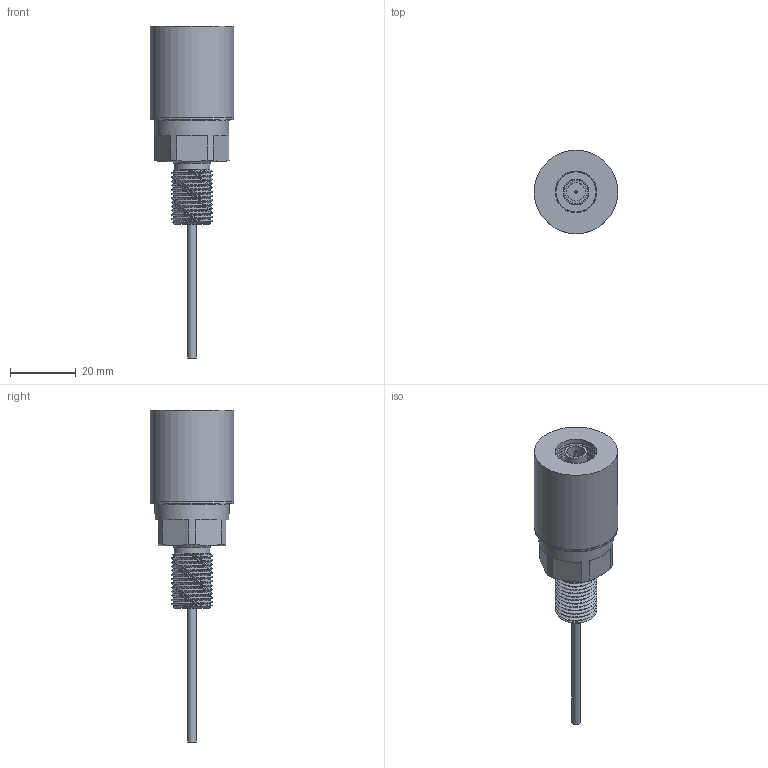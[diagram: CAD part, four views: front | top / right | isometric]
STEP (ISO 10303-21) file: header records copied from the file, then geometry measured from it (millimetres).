
FILE_DESCRIPTION(/* description */ (''),/* implementation_level */ '2;1');
FILE_NAME(/* name */ 'HF75CXBHF.stp',/* time_stamp */ '2017-02-10T13:31:33+01:00',/* author */ ('sh'),/* organization */ (''),/* preprocessor_version */ 'ST-DEVELOPER v15.2',/* originating_system */ 'Autodesk Inventor 2014',/* authorisation */ '');
FILE_SCHEMA (('AUTOMOTIVE_DESIGN { 1 0 10303 214 3 1 1 }'));
Length unit declared in the file: inch
Products named in the file (1): HF75CXBHF
Bounding box: 25.4 x 25.4 x 100.97 mm (x, y, z)
Volume: 16653 mm3; surface area: 10089.1 mm2
Topology: 6 solids, 6 shells, 108 faces, 261 edges, 181 vertices
Faces by surface type: plane 40, cylinder 32, torus 27, cone 7, bspline 2
Full cylindrical faces by diameter (mm): 0.381 x2, 0.762 x1, 2.54 x1, 2.845 x1, 3.759 x1, 5.588 x1, 6.858 x1, 6.909 x1, 6.96 x1, 7.493 x1, 7.62 x1, 7.874 x2, 8.484 x1, 10.922 x1, 12.7 x5, 14.351 x1, 15.875 x1, 17.462 x1, 18.872 x1, 19.05 x2, 22.555 x1, 25.349 x1, 25.4 x1
Entity records: 4498 total; most frequent: CARTESIAN_POINT 2309, DIRECTION 436, ORIENTED_EDGE 370, AXIS2_PLACEMENT_3D 209, EDGE_LOOP 192, EDGE_CURVE 185, VERTEX_POINT 169, ADVANCED_FACE 107
